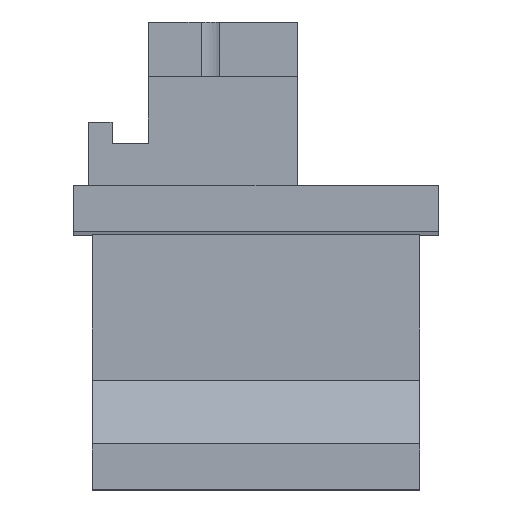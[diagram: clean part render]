
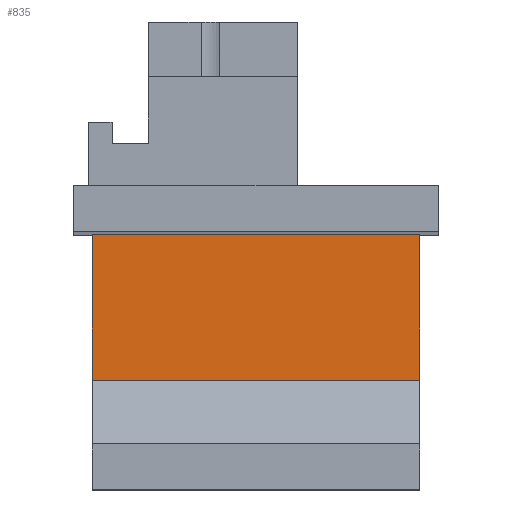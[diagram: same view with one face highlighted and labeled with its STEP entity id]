
A CAD part, top view. The second image highlights one B-rep face of the part: STEP entity #835.
In plain terms, the highlighted planar face has unit normal (0, 0, 1).
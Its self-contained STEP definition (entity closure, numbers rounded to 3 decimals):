
#755 = VERTEX_POINT('',#756);
#756 = CARTESIAN_POINT('',(0.,14.,12.5));
#762 = EDGE_CURVE('',#763,#755,#765,.T.);
#763 = VERTEX_POINT('',#764);
#764 = CARTESIAN_POINT('',(0.,6.,12.5));
#765 = LINE('',#766,#767);
#766 = CARTESIAN_POINT('',(0.,3.,12.5));
#767 = VECTOR('',#768,1.);
#768 = DIRECTION('',(0.,1.,0.));
#816 = VERTEX_POINT('',#817);
#817 = CARTESIAN_POINT('',(18.,6.,12.5));
#825 = EDGE_CURVE('',#816,#763,#826,.T.);
#826 = LINE('',#827,#828);
#827 = CARTESIAN_POINT('',(18.,6.,12.5));
#828 = VECTOR('',#829,1.);
#829 = DIRECTION('',(-1.,-0.,-0.));
#835 = ADVANCED_FACE('',(#836),#854,.F.);
#836 = FACE_BOUND('',#837,.F.);
#837 = EDGE_LOOP('',(#838,#846,#847,#848));
#838 = ORIENTED_EDGE('',*,*,#839,.F.);
#839 = EDGE_CURVE('',#816,#840,#842,.T.);
#840 = VERTEX_POINT('',#841);
#841 = CARTESIAN_POINT('',(18.,14.,12.5));
#842 = LINE('',#843,#844);
#843 = CARTESIAN_POINT('',(18.,6.,12.5));
#844 = VECTOR('',#845,1.);
#845 = DIRECTION('',(0.,1.,0.));
#846 = ORIENTED_EDGE('',*,*,#825,.T.);
#847 = ORIENTED_EDGE('',*,*,#762,.T.);
#848 = ORIENTED_EDGE('',*,*,#849,.F.);
#849 = EDGE_CURVE('',#840,#755,#850,.T.);
#850 = LINE('',#851,#852);
#851 = CARTESIAN_POINT('',(18.,14.,12.5));
#852 = VECTOR('',#853,1.);
#853 = DIRECTION('',(-1.,-0.,-0.));
#854 = PLANE('',#855);
#855 = AXIS2_PLACEMENT_3D('',#856,#857,#858);
#856 = CARTESIAN_POINT('',(18.,6.,12.5));
#857 = DIRECTION('',(0.,0.,-1.));
#858 = DIRECTION('',(0.,1.,0.));
